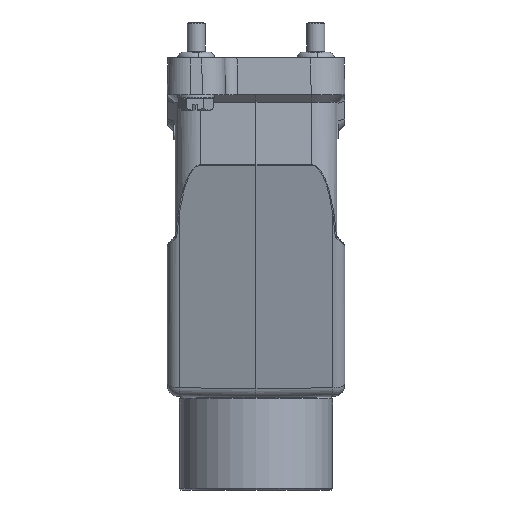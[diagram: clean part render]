
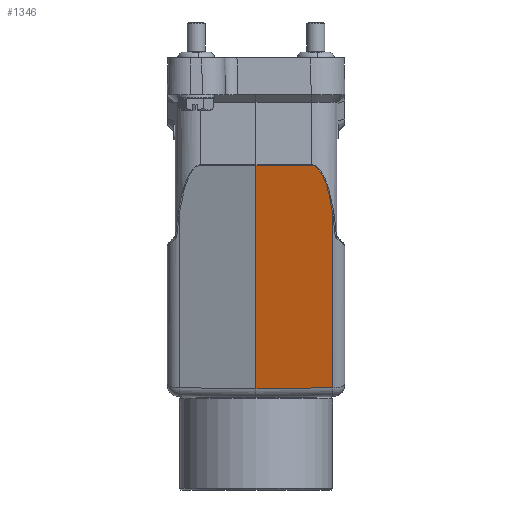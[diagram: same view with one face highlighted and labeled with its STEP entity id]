
A CAD part, left-side view. The second image highlights one B-rep face of the part: STEP entity #1346.
In plain terms, the highlighted planar face has unit normal (-0.966, -0.018, -0.259).
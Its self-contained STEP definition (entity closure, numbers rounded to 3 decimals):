
#692=FACE_OUTER_BOUND('',#2968,.T.);
#1346=ADVANCED_FACE('NONE',(#692),#1783,.F.);
#1783=PLANE('',#10535);
#2421=B_SPLINE_CURVE_WITH_KNOTS('',3,(#17379,#17380,#17381,#17382,#17383,
#17384,#17385,#17386,#17387,#17388,#17389,#17390,#17391,#17392,#17393,#17394,
#17395,#17396,#17397,#17398),.UNSPECIFIED.,.F.,.F.,(4,2,2,2,2,2,2,2,2,4),
(0.,0.031,0.062,0.125,0.187,
0.25,0.375,0.5,0.75,1.),.UNSPECIFIED.);
#2968=EDGE_LOOP('',(#4957,#4958,#4959,#4960,#4961));
#4957=ORIENTED_EDGE('',*,*,#8087,.F.);
#4958=ORIENTED_EDGE('',*,*,#8055,.F.);
#4959=ORIENTED_EDGE('',*,*,#8051,.F.);
#4960=ORIENTED_EDGE('',*,*,#8049,.F.);
#4961=ORIENTED_EDGE('',*,*,#8072,.F.);
#6770=VERTEX_POINT('',#16754);
#6792=VERTEX_POINT('',#16996);
#6821=VERTEX_POINT('',#17373);
#6823=VERTEX_POINT('',#17469);
#6839=VERTEX_POINT('',#17510);
#8049=EDGE_CURVE('NONE',#6792,#6821,#9114,.T.);
#8051=EDGE_CURVE('NONE',#6821,#6770,#2421,.T.);
#8055=EDGE_CURVE('NONE',#6770,#6823,#9116,.T.);
#8072=EDGE_CURVE('NONE',#6839,#6792,#9121,.T.);
#8087=EDGE_CURVE('NONE',#6823,#6839,#9128,.T.);
#9114=LINE('',#17372,#9845);
#9116=LINE('',#17473,#9847);
#9121=LINE('',#17509,#9852);
#9128=LINE('',#17539,#9859);
#9845=VECTOR('',#12268,1.);
#9847=VECTOR('',#12276,1.);
#9852=VECTOR('',#12315,1.);
#9859=VECTOR('',#12356,1.);
#10535=AXIS2_PLACEMENT_3D('',#17540,#12357,#12358);
#12268=DIRECTION('',(0.017,-1.,0.002));
#12276=DIRECTION('',(0.259,0.,-0.966));
#12315=DIRECTION('',(-0.259,0.,0.966));
#12356=DIRECTION('',(-0.013,1.,-0.017));
#12357=DIRECTION('',(0.966,0.017,0.259));
#12358=DIRECTION('',(0.259,0.,-0.966));
#16754=CARTESIAN_POINT('',(-70.235,-25.07,-39.091));
#16996=CARTESIAN_POINT('',(-74.983,0.,-23.064));
#17372=CARTESIAN_POINT('',(-74.983,0.,-23.064));
#17373=CARTESIAN_POINT('',(-74.668,-18.048,-23.022));
#17379=CARTESIAN_POINT('',(-74.668,-18.048,-23.022));
#17380=CARTESIAN_POINT('',(-74.664,-18.244,-23.022));
#17381=CARTESIAN_POINT('',(-74.654,-18.439,-23.048));
#17382=CARTESIAN_POINT('',(-74.62,-18.815,-23.149));
#17383=CARTESIAN_POINT('',(-74.597,-18.996,-23.223));
#17384=CARTESIAN_POINT('',(-74.515,-19.511,-23.494));
#17385=CARTESIAN_POINT('',(-74.444,-19.815,-23.739));
#17386=CARTESIAN_POINT('',(-74.289,-20.363,-24.281));
#17387=CARTESIAN_POINT('',(-74.204,-20.607,-24.58));
#17388=CARTESIAN_POINT('',(-74.029,-21.054,-25.204));
#17389=CARTESIAN_POINT('',(-73.938,-21.257,-25.531));
#17390=CARTESIAN_POINT('',(-73.659,-21.823,-26.533));
#17391=CARTESIAN_POINT('',(-73.466,-22.142,-27.231));
#17392=CARTESIAN_POINT('',(-73.075,-22.714,-28.653));
#17393=CARTESIAN_POINT('',(-72.876,-22.965,-29.377));
#17394=CARTESIAN_POINT('',(-72.276,-23.647,-31.571));
#17395=CARTESIAN_POINT('',(-71.87,-24.009,-33.061));
#17396=CARTESIAN_POINT('',(-71.055,-24.619,-36.062));
#17397=CARTESIAN_POINT('',(-70.646,-24.866,-37.573));
#17398=CARTESIAN_POINT('',(-70.235,-25.07,-39.091));
#17469=CARTESIAN_POINT('',(-55.094,-25.07,-95.598));
#17473=CARTESIAN_POINT('',(-54.213,-25.07,-98.887));
#17509=CARTESIAN_POINT('',(-54.636,0.,-99.));
#17510=CARTESIAN_POINT('',(-55.43,0.,-96.036));
#17539=CARTESIAN_POINT('',(-55.09,-25.378,-95.593));
#17540=CARTESIAN_POINT('',(-54.636,0.,-99.));
